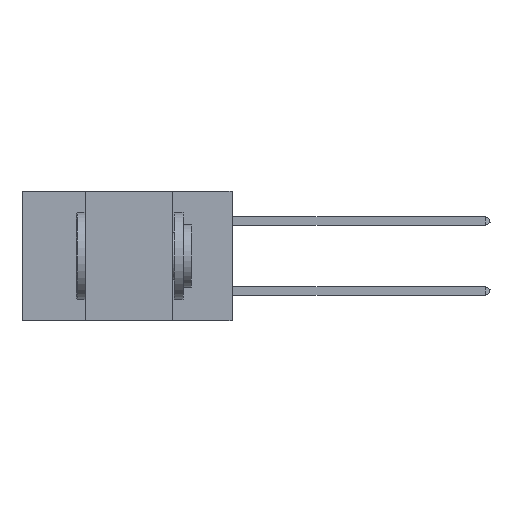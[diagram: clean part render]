
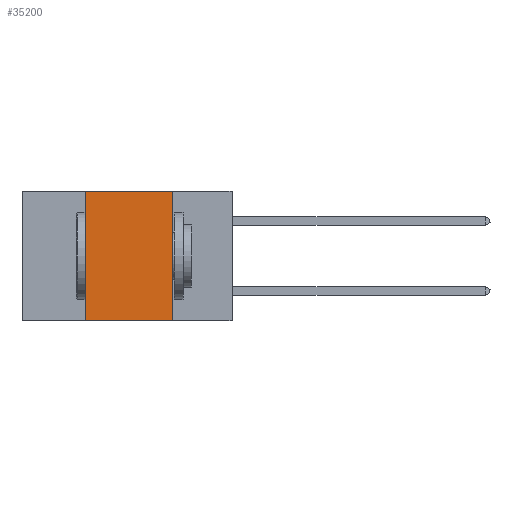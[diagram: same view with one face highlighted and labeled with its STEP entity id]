
A CAD part, left-side view. The second image highlights one B-rep face of the part: STEP entity #35200.
In plain terms, the highlighted planar face has unit normal (-1, 0, 0).
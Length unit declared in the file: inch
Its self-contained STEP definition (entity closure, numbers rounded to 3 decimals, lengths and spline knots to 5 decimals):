
#82 = ORIENTED_EDGE ( 'NONE', *, *, #27189, .F. ) ;
#4597 = VERTEX_POINT ( 'NONE', #14507 ) ;
#5699 = EDGE_CURVE ( 'NONE', #11679, #13981, #15746, .T. ) ;
#7778 = EDGE_CURVE ( 'NONE', #4597, #11679, #37211, .T. ) ;
#8447 = PLANE ( 'NONE',  #17890 ) ;
#8553 = ORIENTED_EDGE ( 'NONE', *, *, #31782, .T. ) ;
#9731 = CARTESIAN_POINT ( 'NONE',  ( 0., 0.6, 0. ) ) ;
#10895 = CARTESIAN_POINT ( 'NONE',  ( 0., 0.6, -0.37 ) ) ;
#11679 = VERTEX_POINT ( 'NONE', #25478 ) ;
#12429 = CARTESIAN_POINT ( 'NONE',  ( 0., 0.17, 0. ) ) ;
#13040 = FACE_OUTER_BOUND ( 'NONE', #25582, .T. ) ;
#13173 = CARTESIAN_POINT ( 'NONE',  ( 0., 0.42, 0. ) ) ;
#13981 = VERTEX_POINT ( 'NONE', #12429 ) ;
#14345 = DIRECTION ( 'NONE',  ( 1., 0., 0. ) ) ;
#14507 = CARTESIAN_POINT ( 'NONE',  ( 0., 0.42, -0.37 ) ) ;
#15746 = LINE ( 'NONE', #9731, #30154 ) ;
#16749 = ORIENTED_EDGE ( 'NONE', *, *, #7778, .F. ) ;
#17111 = CARTESIAN_POINT ( 'NONE',  ( 0., 0.6, 0. ) ) ;
#17890 = AXIS2_PLACEMENT_3D ( 'NONE', #17111, #14345, #34546 ) ;
#18982 = DIRECTION ( 'NONE',  ( 0., 0., 1. ) ) ;
#20095 = CARTESIAN_POINT ( 'NONE',  ( 0., 0.17, 0. ) ) ;
#21843 = LINE ( 'NONE', #10895, #30402 ) ;
#24267 = DIRECTION ( 'NONE',  ( 0., -1., 0. ) ) ;
#25478 = CARTESIAN_POINT ( 'NONE',  ( 0., 0.42, 0. ) ) ;
#25582 = EDGE_LOOP ( 'NONE', ( #82, #32500, #16749, #8553 ) ) ;
#26437 = LINE ( 'NONE', #20095, #27376 ) ;
#27186 = VERTEX_POINT ( 'NONE', #31571 ) ;
#27189 = EDGE_CURVE ( 'NONE', #13981, #27186, #26437, .T. ) ;
#27376 = VECTOR ( 'NONE', #37376, 39.37008 ) ;
#30154 = VECTOR ( 'NONE', #24267, 39.37008 ) ;
#30402 = VECTOR ( 'NONE', #36920, 39.37008 ) ;
#31571 = CARTESIAN_POINT ( 'NONE',  ( 0., 0.17, -0.37 ) ) ;
#31782 = EDGE_CURVE ( 'NONE', #4597, #27186, #21843, .T. ) ;
#32500 = ORIENTED_EDGE ( 'NONE', *, *, #5699, .F. ) ;
#34546 = DIRECTION ( 'NONE',  ( 0., 0., -1. ) ) ;
#35200 = ADVANCED_FACE ( 'NONE', ( #13040 ), #8447, .F. ) ;
#36350 = VECTOR ( 'NONE', #18982, 39.37008 ) ;
#36920 = DIRECTION ( 'NONE',  ( 0., -1., 0. ) ) ;
#37211 = LINE ( 'NONE', #13173, #36350 ) ;
#37376 = DIRECTION ( 'NONE',  ( 0., 0., -1. ) ) ;
